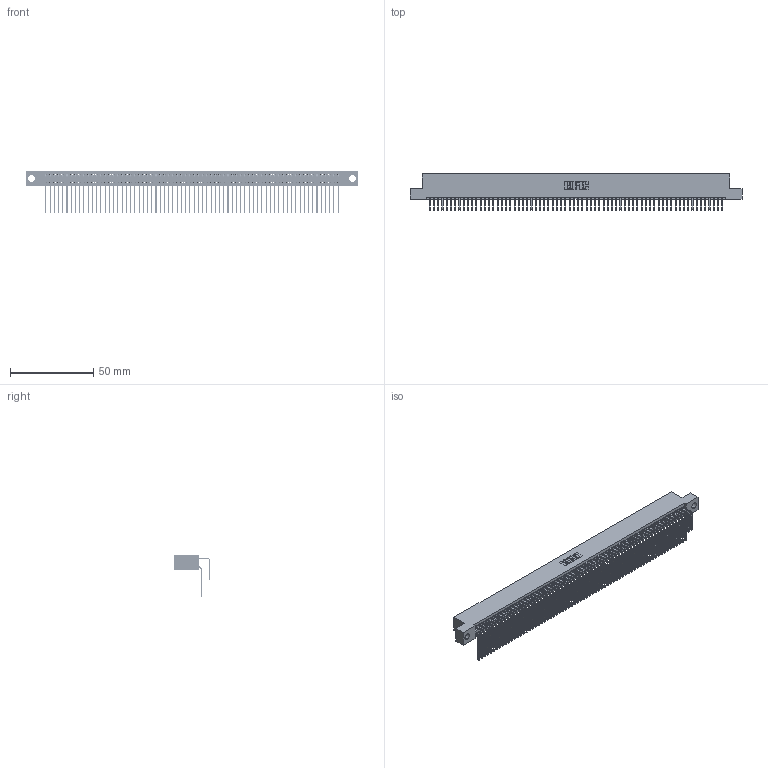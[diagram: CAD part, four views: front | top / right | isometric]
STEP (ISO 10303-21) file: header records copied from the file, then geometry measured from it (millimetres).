
FILE_DESCRIPTION (( 'STEP AP203' ), '1' );
FILE_NAME ('345-140-558-204.STEP', '2018-10-21T01:44:08', ( '' ), ( '' ), 'SwSTEP 2.0', 'SolidWorks 2016', '' );
FILE_SCHEMA (( 'CONFIG_CONTROL_DESIGN' ));
Length unit declared in the file: inch
Products named in the file (4): 345 Part_Flush Mounting Lugs - 0.156 Dia-TH; 345-292-001_558 559 Tail - 1; 345-140-558-204; 345-292-001_558 Tail - 2
Assembly tree (141 placements, depth 2):
  345-140-558-204
    345 Part_Flush Mounting Lugs - 0.156 Dia-TH
    345-292-001_558 559 Tail - 1  x70
    345-292-001_558 Tail - 2  x70
Bounding box: 199.01 x 21.83 x 25.53 mm (x, y, z)
Volume: 2069.6 mm3; surface area: 33905.6 mm2
Topology: 140 solids, 141 shells, 7406 faces, 22037 edges, 14506 vertices
Faces by surface type: plane 4980, cylinder 2426
Entity records: 52809 total; most frequent: CARTESIAN_POINT 8871, ORIENTED_EDGE 8754, DIRECTION 7761, EDGE_CURVE 4377, LINE 3925, VECTOR 3925, VERTEX_POINT 2914, AXIS2_PLACEMENT_3D 1918
